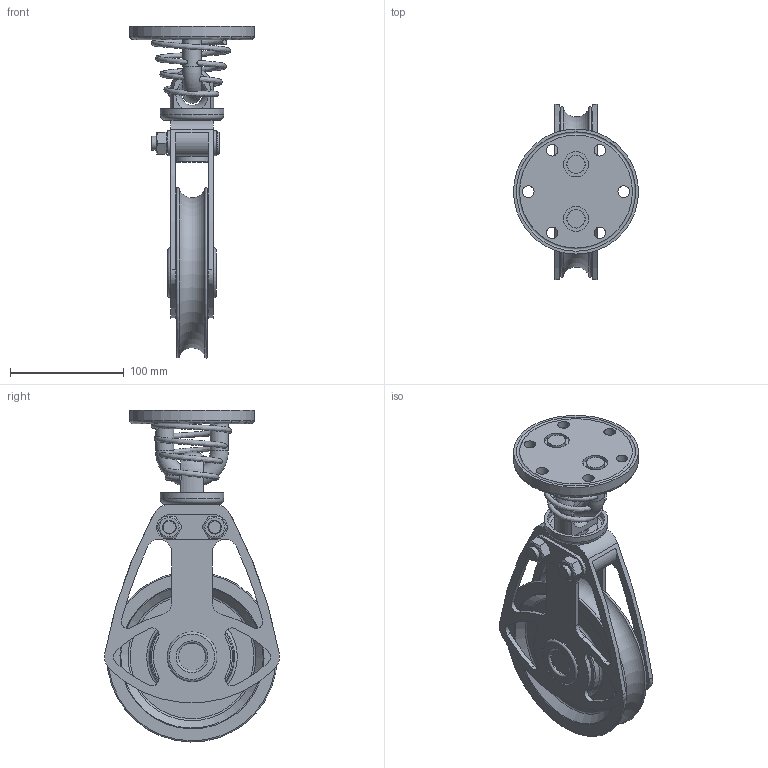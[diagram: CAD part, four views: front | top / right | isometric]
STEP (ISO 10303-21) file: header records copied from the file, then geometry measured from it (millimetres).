
FILE_DESCRIPTION(/* description */ (''),/* implementation_level */ '2;1');
FILE_NAME(/* name */ '17032009.stp',/* time_stamp */ '2017-03-20T15:46:03+01:00',/* author */ ('nicola'),/* organization */ (''),/* preprocessor_version */ 'ST-DEVELOPER v16.5',/* originating_system */ 'Autodesk Inventor 2017',/* authorisation */ '');
FILE_SCHEMA (('AUTOMOTIVE_DESIGN { 1 0 10303 214 3 1 1 }'));
Length unit declared in the file: millimetre
Products named in the file (1): 17032009
Bounding box: 110 x 154 x 292.11 mm (x, y, z)
Volume: 669817.2 mm3; surface area: 160163.2 mm2
Topology: 2 solids, 2 shells, 234 faces, 626 edges, 407 vertices
Faces by surface type: plane 95, cylinder 91, torus 24, cone 18, bspline 5, sphere 1
Full cylindrical faces by diameter (mm): 10.2 x6, 12 x2, 16 x2, 16.1 x2, 20 x2, 22 x2, 22.453 x1, 24 x2, 38 x1, 43.8 x2, 50 x1, 56 x1, 65.2 x2, 110 x1
Entity records: 8436 total; most frequent: CARTESIAN_POINT 2871, DIRECTION 1201, ORIENTED_EDGE 1032, EDGE_CURVE 514, AXIS2_PLACEMENT_3D 505, EDGE_LOOP 379, VERTEX_POINT 369, CIRCLE 275
